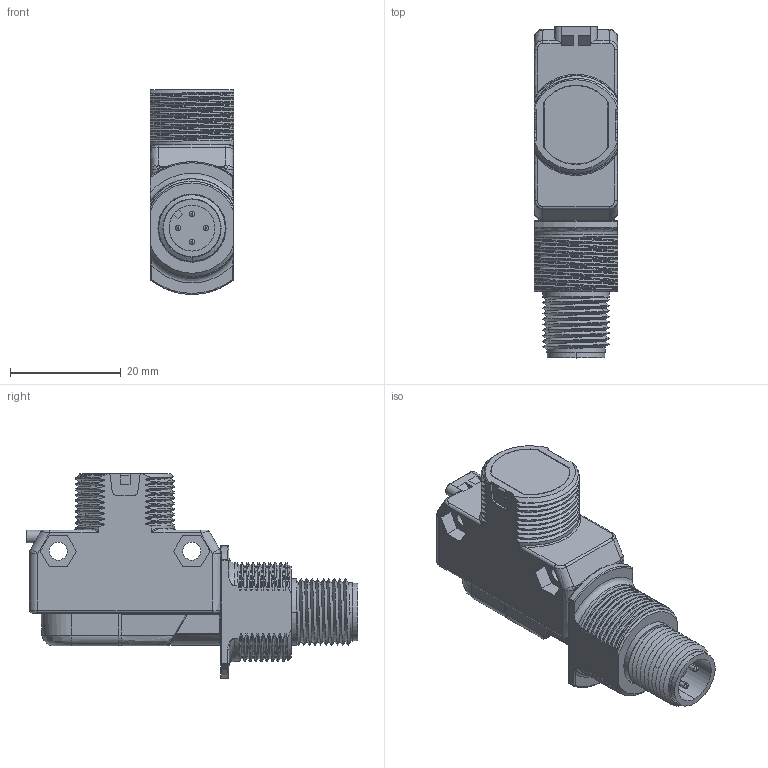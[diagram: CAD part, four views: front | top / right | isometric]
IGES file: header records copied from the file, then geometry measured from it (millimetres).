
Start section:  PTC IGES file: 156689.igs
Global section: file name: 156689.igs; native system: Pro/ENGINEER by Parametric Technology Corporation; preprocessor: 2009141; author: banengservice; organization: Unknown; date: 20110209.100857; units: inch
Bounding box: 15 x 59.91 x 37.02 mm (x, y, z)
Volume: 14948.9 mm3; surface area: 7318.4 mm2
Topology: 1 solids, 2 shells, 601 faces, 1583 edges, 997 vertices
Faces by surface type: bspline 339, revolution 262
